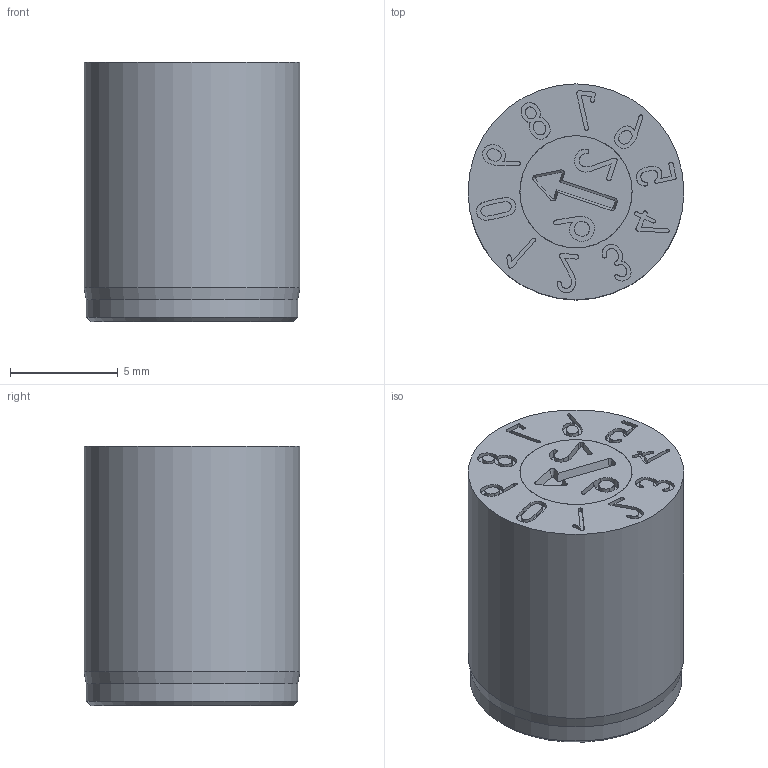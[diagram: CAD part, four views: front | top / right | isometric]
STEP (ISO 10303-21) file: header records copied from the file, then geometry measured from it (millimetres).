
FILE_DESCRIPTION(/* description */ (''),/* implementation_level */ '2;1');
FILE_NAME(/* name */ 'Dati-2300_E$10$Jahr.stp',/* time_stamp */ '2025-08-22T09:22:39+02:00',/* author */ ('olafg'),/* organization */ (''),/* preprocessor_version */ 'ST-DEVELOPER v20',/* originating_system */ 'Autodesk Inventor 2024',/* authorisation */ '');
FILE_SCHEMA (('AUTOMOTIVE_DESIGN { 1 0 10303 214 3 1 1 }'));
Length unit declared in the file: millimetre
Products named in the file (3): Zusammenbau 1010; 1010-01-00 Hülse; 1310-08-00 Stelleinsatz
Assembly tree (2 placements, depth 2):
  Zusammenbau 1010
    1010-01-00 Hülse
    1310-08-00 Stelleinsatz
Bounding box: 10 x 10 x 12 mm (x, y, z)
Volume: 856 mm3; surface area: 854.9 mm2
Topology: 2 solids, 2 shells, 268 faces, 725 edges, 482 vertices
Faces by surface type: bspline 166, plane 84, cone 11, cylinder 6, torus 1
Full cylindrical faces by diameter (mm): 2.5 x1, 2.7 x1, 5.2 x2, 9.8 x1, 10 x1
Entity records: 9433 total; most frequent: CARTESIAN_POINT 3694, ORIENTED_EDGE 1450, EDGE_CURVE 725, DIRECTION 640, VERTEX_POINT 482, LINE 360, VECTOR 360, B_SPLINE_CURVE_WITH_KNOTS 332
